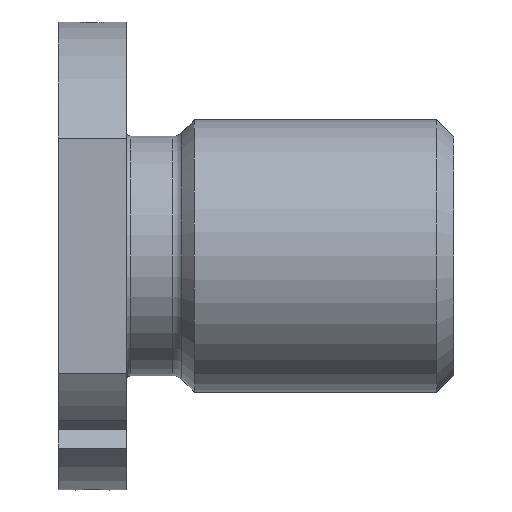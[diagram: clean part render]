
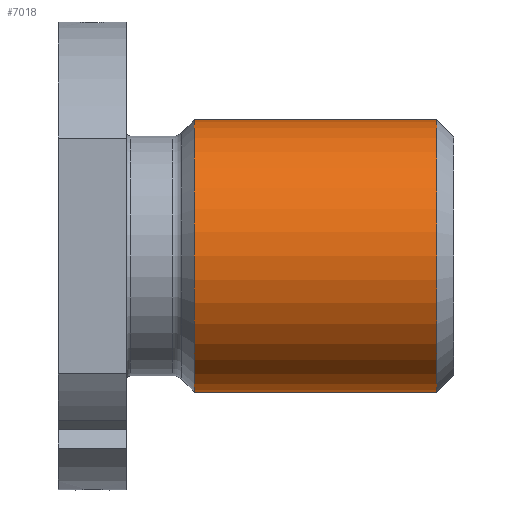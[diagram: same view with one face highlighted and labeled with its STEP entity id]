
A CAD part, front view. The second image highlights one B-rep face of the part: STEP entity #7018.
In plain terms, the highlighted cylindrical face has radius 32 mm (diameter 64 mm), a partial arc.
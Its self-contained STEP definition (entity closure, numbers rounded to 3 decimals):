
#1=CARTESIAN_POINT('',(89.,0.,0.));
#2=DIRECTION('',(-1.,0.,0.));
#3=DIRECTION('',(0.,0.,-1.));
#4=AXIS2_PLACEMENT_3D('',#1,#2,#3);
#19=DIRECTION('',(-1.,0.,0.));
#20=VECTOR('',#19,57.);
#21=CARTESIAN_POINT('',(89.,0.,-32.));
#22=LINE('',#21,#20);
#23=DIRECTION('',(-1.,0.,0.));
#24=VECTOR('',#23,57.);
#25=CARTESIAN_POINT('',(89.,0.,32.));
#26=LINE('',#25,#24);
#5250=CARTESIAN_POINT('',(32.,0.,0.));
#5251=DIRECTION('',(-1.,0.,0.));
#5252=DIRECTION('',(0.,0.,-1.));
#5253=AXIS2_PLACEMENT_3D('',#5250,#5251,#5252);
#5259=CARTESIAN_POINT('',(32.,0.,-32.));
#5260=CARTESIAN_POINT('',(32.,0.,32.));
#5261=VERTEX_POINT('',#5259);
#5262=VERTEX_POINT('',#5260);
#5263=CARTESIAN_POINT('',(89.,0.,-32.));
#5264=CARTESIAN_POINT('',(89.,0.,32.));
#5265=VERTEX_POINT('',#5263);
#5266=VERTEX_POINT('',#5264);
#7004=CARTESIAN_POINT('',(-4.65,0.,0.));
#7005=DIRECTION('',(1.,0.,0.));
#7006=DIRECTION('',(0.,0.,1.));
#7007=AXIS2_PLACEMENT_3D('',#7004,#7005,#7006);
#7008=CYLINDRICAL_SURFACE('',#7007,32.);
#7010=ORIENTED_EDGE('',*,*,#7009,.T.);
#7012=ORIENTED_EDGE('',*,*,#7011,.T.);
#7014=ORIENTED_EDGE('',*,*,#7013,.F.);
#7015=ORIENTED_EDGE('',*,*,#6994,.F.);
#7016=EDGE_LOOP('',(#7010,#7012,#7014,#7015));
#7017=FACE_OUTER_BOUND('',#7016,.F.);
#7018=ADVANCED_FACE('',(#7017),#7008,.T.);
#5=CIRCLE('',#4,32.);
#5254=CIRCLE('',#5253,32.);
#6994=EDGE_CURVE('',#5265,#5266,#5,.T.);
#7009=EDGE_CURVE('',#5265,#5261,#22,.T.);
#7011=EDGE_CURVE('',#5261,#5262,#5254,.T.);
#7013=EDGE_CURVE('',#5266,#5262,#26,.T.);
